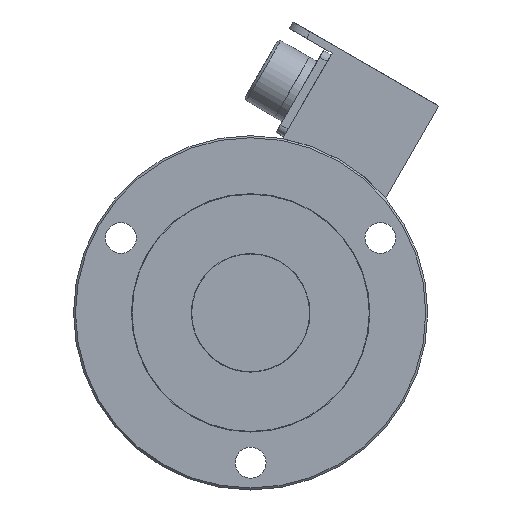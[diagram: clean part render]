
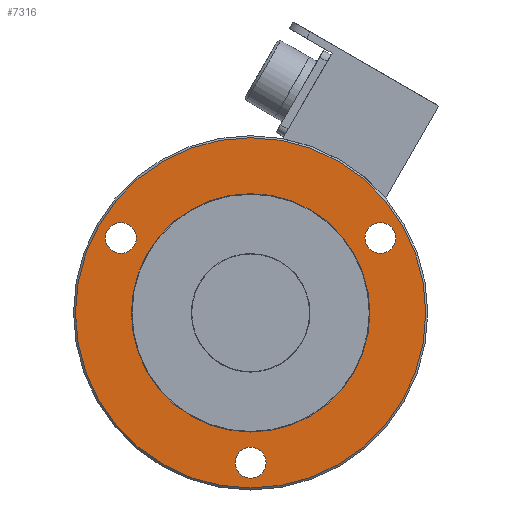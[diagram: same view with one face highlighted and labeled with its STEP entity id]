
A CAD part, front view. The second image highlights one B-rep face of the part: STEP entity #7316.
In plain terms, the highlighted planar face has unit normal (0, -1, 0).
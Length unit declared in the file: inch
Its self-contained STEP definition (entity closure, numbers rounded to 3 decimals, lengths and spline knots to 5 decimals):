
#303 = EDGE_CURVE ( 'NONE', #13228, #2989, #882, .T. ) ;
#499 = ORIENTED_EDGE ( 'NONE', *, *, #6203, .T. ) ;
#607 = EDGE_CURVE ( 'NONE', #2989, #13228, #11363, .T. ) ;
#882 = CIRCLE ( 'NONE', #8875, 0.195 ) ;
#922 = CARTESIAN_POINT ( 'NONE',  ( 0., 0., 0. ) ) ;
#963 = DIRECTION ( 'NONE',  ( 0., 1., 0. ) ) ;
#998 = FACE_BOUND ( 'NONE', #11977, .T. ) ;
#1221 = DIRECTION ( 'NONE',  ( 0., 1., 0. ) ) ;
#1307 = ORIENTED_EDGE ( 'NONE', *, *, #10526, .F. ) ;
#1391 = DIRECTION ( 'NONE',  ( 0., 1., 0. ) ) ;
#1794 = DIRECTION ( 'NONE',  ( 0., 0., 1. ) ) ;
#1795 = AXIS2_PLACEMENT_3D ( 'NONE', #13549, #6289, #12852 ) ;
#1897 = AXIS2_PLACEMENT_3D ( 'NONE', #6876, #11287, #11364 ) ;
#2091 = DIRECTION ( 'NONE',  ( 0., 1., 0. ) ) ;
#2250 = CIRCLE ( 'NONE', #5679, 0.195 ) ;
#2391 = VERTEX_POINT ( 'NONE', #2939 ) ;
#2406 = DIRECTION ( 'NONE',  ( 0., 0., 1. ) ) ;
#2564 = ORIENTED_EDGE ( 'NONE', *, *, #8459, .T. ) ;
#2637 = AXIS2_PLACEMENT_3D ( 'NONE', #7802, #8825, #2406 ) ;
#2801 = CARTESIAN_POINT ( 'NONE',  ( 1.64112, 0., 0.9475 ) ) ;
#2939 = CARTESIAN_POINT ( 'NONE',  ( 1.64112, 0., 0.7525 ) ) ;
#2989 = VERTEX_POINT ( 'NONE', #3387 ) ;
#3082 = EDGE_LOOP ( 'NONE', ( #9008, #11205 ) ) ;
#3144 = ORIENTED_EDGE ( 'NONE', *, *, #8286, .T. ) ;
#3205 = CARTESIAN_POINT ( 'NONE',  ( 0., 0., 2.215 ) ) ;
#3387 = CARTESIAN_POINT ( 'NONE',  ( 0., 0., -1.7 ) ) ;
#4244 = CARTESIAN_POINT ( 'NONE',  ( -1.64112, 0., 0.9475 ) ) ;
#4251 = FACE_BOUND ( 'NONE', #4273, .T. ) ;
#4273 = EDGE_LOOP ( 'NONE', ( #6295, #2564 ) ) ;
#4601 = DIRECTION ( 'NONE',  ( 0., 0., 1. ) ) ;
#5036 = CARTESIAN_POINT ( 'NONE',  ( 1.64112, 0., 1.1425 ) ) ;
#5154 = VERTEX_POINT ( 'NONE', #11930 ) ;
#5208 = DIRECTION ( 'NONE',  ( 0., 0., 1. ) ) ;
#5244 = CARTESIAN_POINT ( 'NONE',  ( 0., 0., 1.5075 ) ) ;
#5353 = AXIS2_PLACEMENT_3D ( 'NONE', #8309, #11634, #7296 ) ;
#5469 = CARTESIAN_POINT ( 'NONE',  ( -1.64112, 0., 1.1425 ) ) ;
#5666 = AXIS2_PLACEMENT_3D ( 'NONE', #4244, #2091, #8575 ) ;
#5679 = AXIS2_PLACEMENT_3D ( 'NONE', #2801, #7127, #1794 ) ;
#5775 = EDGE_CURVE ( 'NONE', #6062, #2391, #7577, .T. ) ;
#5883 = VERTEX_POINT ( 'NONE', #7977 ) ;
#6062 = VERTEX_POINT ( 'NONE', #5036 ) ;
#6203 = EDGE_CURVE ( 'NONE', #5154, #7783, #7799, .T. ) ;
#6289 = DIRECTION ( 'NONE',  ( 0., -1., 0. ) ) ;
#6295 = ORIENTED_EDGE ( 'NONE', *, *, #5775, .T. ) ;
#6441 = CARTESIAN_POINT ( 'NONE',  ( 0., 0., -2.09 ) ) ;
#6565 = FACE_BOUND ( 'NONE', #10994, .T. ) ;
#6650 = EDGE_LOOP ( 'NONE', ( #7793, #499 ) ) ;
#6876 = CARTESIAN_POINT ( 'NONE',  ( 1.64112, 0., 0.9475 ) ) ;
#6977 = AXIS2_PLACEMENT_3D ( 'NONE', #9764, #963, #5208 ) ;
#7124 = ORIENTED_EDGE ( 'NONE', *, *, #12495, .T. ) ;
#7127 = DIRECTION ( 'NONE',  ( 0., 1., 0. ) ) ;
#7133 = EDGE_CURVE ( 'NONE', #12446, #13494, #14056, .T. ) ;
#7296 = DIRECTION ( 'NONE',  ( 0., 0., -1. ) ) ;
#7316 = ADVANCED_FACE ( 'NONE', ( #8867, #998, #6565, #4251, #12129 ), #8587, .F. ) ;
#7433 = DIRECTION ( 'NONE',  ( 0., -1., 0. ) ) ;
#7577 = CIRCLE ( 'NONE', #1897, 0.195 ) ;
#7637 = CARTESIAN_POINT ( 'NONE',  ( 0., 0., 0. ) ) ;
#7783 = VERTEX_POINT ( 'NONE', #3205 ) ;
#7793 = ORIENTED_EDGE ( 'NONE', *, *, #9307, .T. ) ;
#7798 = DIRECTION ( 'NONE',  ( 0., 0., 1. ) ) ;
#7799 = CIRCLE ( 'NONE', #9881, 2.215 ) ;
#7802 = CARTESIAN_POINT ( 'NONE',  ( -1.64112, 0., 0.9475 ) ) ;
#7839 = AXIS2_PLACEMENT_3D ( 'NONE', #7637, #1221, #12057 ) ;
#7977 = CARTESIAN_POINT ( 'NONE',  ( -1.64112, 0., 0.7525 ) ) ;
#8286 = EDGE_CURVE ( 'NONE', #11625, #5883, #11859, .T. ) ;
#8309 = CARTESIAN_POINT ( 'NONE',  ( 0., 0., 0. ) ) ;
#8459 = EDGE_CURVE ( 'NONE', #2391, #6062, #2250, .T. ) ;
#8472 = CARTESIAN_POINT ( 'NONE',  ( 0., 0., -1.5075 ) ) ;
#8575 = DIRECTION ( 'NONE',  ( 0., 0., 1. ) ) ;
#8587 = PLANE ( 'NONE',  #7839 ) ;
#8662 = CIRCLE ( 'NONE', #13284, 2.215 ) ;
#8825 = DIRECTION ( 'NONE',  ( 0., 1., 0. ) ) ;
#8867 = FACE_OUTER_BOUND ( 'NONE', #6650, .T. ) ;
#8875 = AXIS2_PLACEMENT_3D ( 'NONE', #8959, #1391, #7798 ) ;
#8959 = CARTESIAN_POINT ( 'NONE',  ( 0., 0., -1.895 ) ) ;
#9008 = ORIENTED_EDGE ( 'NONE', *, *, #607, .T. ) ;
#9172 = ORIENTED_EDGE ( 'NONE', *, *, #7133, .F. ) ;
#9307 = EDGE_CURVE ( 'NONE', #7783, #5154, #8662, .T. ) ;
#9461 = CIRCLE ( 'NONE', #2637, 0.195 ) ;
#9764 = CARTESIAN_POINT ( 'NONE',  ( 0., 0., -1.895 ) ) ;
#9881 = AXIS2_PLACEMENT_3D ( 'NONE', #922, #12986, #4601 ) ;
#10526 = EDGE_CURVE ( 'NONE', #13494, #12446, #13011, .T. ) ;
#10622 = CARTESIAN_POINT ( 'NONE',  ( 0., 0., 0. ) ) ;
#10994 = EDGE_LOOP ( 'NONE', ( #3144, #7124 ) ) ;
#11205 = ORIENTED_EDGE ( 'NONE', *, *, #303, .T. ) ;
#11287 = DIRECTION ( 'NONE',  ( 0., 1., 0. ) ) ;
#11363 = CIRCLE ( 'NONE', #6977, 0.195 ) ;
#11364 = DIRECTION ( 'NONE',  ( 0., 0., 1. ) ) ;
#11625 = VERTEX_POINT ( 'NONE', #5469 ) ;
#11634 = DIRECTION ( 'NONE',  ( 0., -1., 0. ) ) ;
#11845 = DIRECTION ( 'NONE',  ( 0., 0., 1. ) ) ;
#11859 = CIRCLE ( 'NONE', #5666, 0.195 ) ;
#11930 = CARTESIAN_POINT ( 'NONE',  ( 0., 0., -2.215 ) ) ;
#11977 = EDGE_LOOP ( 'NONE', ( #9172, #1307 ) ) ;
#12057 = DIRECTION ( 'NONE',  ( 0., 0., 1. ) ) ;
#12129 = FACE_BOUND ( 'NONE', #3082, .T. ) ;
#12446 = VERTEX_POINT ( 'NONE', #8472 ) ;
#12495 = EDGE_CURVE ( 'NONE', #5883, #11625, #9461, .T. ) ;
#12852 = DIRECTION ( 'NONE',  ( 0., 0., -1. ) ) ;
#12986 = DIRECTION ( 'NONE',  ( 0., -1., 0. ) ) ;
#13011 = CIRCLE ( 'NONE', #1795, 1.5075 ) ;
#13228 = VERTEX_POINT ( 'NONE', #6441 ) ;
#13284 = AXIS2_PLACEMENT_3D ( 'NONE', #10622, #7433, #11845 ) ;
#13494 = VERTEX_POINT ( 'NONE', #5244 ) ;
#13549 = CARTESIAN_POINT ( 'NONE',  ( 0., 0., 0. ) ) ;
#14056 = CIRCLE ( 'NONE', #5353, 1.5075 ) ;
